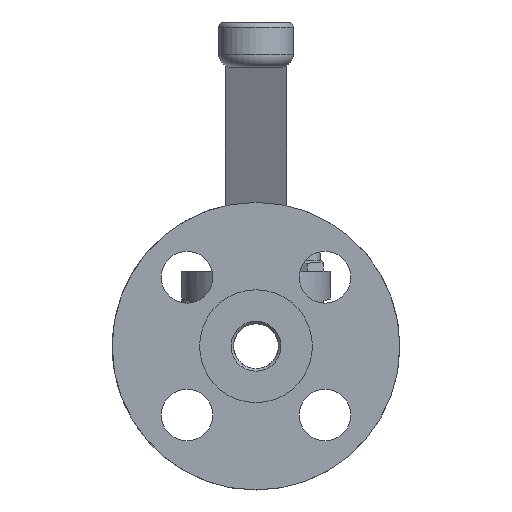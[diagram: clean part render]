
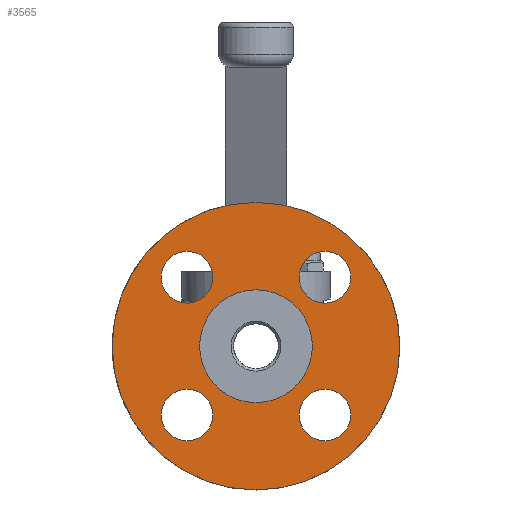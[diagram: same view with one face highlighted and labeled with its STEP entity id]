
A CAD part, front view. The second image highlights one B-rep face of the part: STEP entity #3565.
In plain terms, the highlighted planar face has unit normal (0, -1, 0).
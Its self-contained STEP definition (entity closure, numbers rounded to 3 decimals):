
#1415=CARTESIAN_POINT('',(-21.319,-53.83,13.319));
#1416=VERTEX_POINT('',#1415);
#1417=CARTESIAN_POINT('',(-21.319,-53.83,21.319));
#1418=DIRECTION('',(0.0,1.0,0.0));
#1419=DIRECTION('',(0.0,0.0,1.0));
#1420=AXIS2_PLACEMENT_3D('',#1417,#1418,#1419);
#1421=CIRCLE('',#1420,8.0);
#1422=EDGE_CURVE('',#1416,#1416,#1421,.T.);
#1443=CARTESIAN_POINT('',(-13.319,-53.83,-21.319));
#1444=VERTEX_POINT('',#1443);
#1445=CARTESIAN_POINT('',(-21.319,-53.83,-21.319));
#1446=DIRECTION('',(0.0,1.0,0.0));
#1447=DIRECTION('',(-1.0,0.0,0.0));
#1448=AXIS2_PLACEMENT_3D('',#1445,#1446,#1447);
#1449=CIRCLE('',#1448,8.0);
#1450=EDGE_CURVE('',#1444,#1444,#1449,.T.);
#1471=CARTESIAN_POINT('',(21.319,-53.83,-13.319));
#1472=VERTEX_POINT('',#1471);
#1473=CARTESIAN_POINT('',(21.319,-53.83,-21.319));
#1474=DIRECTION('',(0.0,1.0,0.0));
#1475=DIRECTION('',(0.0,0.0,-1.0));
#1476=AXIS2_PLACEMENT_3D('',#1473,#1474,#1475);
#1477=CIRCLE('',#1476,8.0);
#1478=EDGE_CURVE('',#1472,#1472,#1477,.T.);
#1499=CARTESIAN_POINT('',(13.319,-53.83,21.319));
#1500=VERTEX_POINT('',#1499);
#1501=CARTESIAN_POINT('',(21.319,-53.83,21.319));
#1502=DIRECTION('',(0.0,1.0,0.0));
#1503=DIRECTION('',(1.0,0.0,0.0));
#1504=AXIS2_PLACEMENT_3D('',#1501,#1502,#1503);
#1505=CIRCLE('',#1504,8.0);
#1506=EDGE_CURVE('',#1500,#1500,#1505,.T.);
#3519=CARTESIAN_POINT('',(0.0,-53.83,-44.5));
#3520=VERTEX_POINT('',#3519);
#3521=CARTESIAN_POINT('',(0.0,-53.83,0.0));
#3522=DIRECTION('',(0.0,-1.0,0.0));
#3523=DIRECTION('',(0.0,0.0,-1.0));
#3524=AXIS2_PLACEMENT_3D('',#3521,#3522,#3523);
#3525=CIRCLE('',#3524,44.5);
#3526=EDGE_CURVE('',#3520,#3520,#3525,.T.);
#3534=CARTESIAN_POINT('',(0.0,-53.83,-30.975));
#3535=DIRECTION('',(0.0,-1.0,0.0));
#3536=DIRECTION('',(0.0,0.0,-1.0));
#3537=AXIS2_PLACEMENT_3D('',#3534,#3535,#3536);
#3538=PLANE('',#3537);
#3539=ORIENTED_EDGE('',*,*,#3526,.T.);
#3540=EDGE_LOOP('',(#3539));
#3541=FACE_OUTER_BOUND('',#3540,.T.);
#3542=ORIENTED_EDGE('',*,*,#1422,.T.);
#3543=EDGE_LOOP('',(#3542));
#3544=FACE_BOUND('',#3543,.T.);
#3545=ORIENTED_EDGE('',*,*,#1450,.T.);
#3546=EDGE_LOOP('',(#3545));
#3547=FACE_BOUND('',#3546,.T.);
#3548=ORIENTED_EDGE('',*,*,#1478,.T.);
#3549=EDGE_LOOP('',(#3548));
#3550=FACE_BOUND('',#3549,.T.);
#3551=ORIENTED_EDGE('',*,*,#1506,.T.);
#3552=EDGE_LOOP('',(#3551));
#3553=FACE_BOUND('',#3552,.T.);
#3554=CARTESIAN_POINT('',(0.0,-53.83,-17.45));
#3555=VERTEX_POINT('',#3554);
#3556=CARTESIAN_POINT('',(0.0,-53.83,0.0));
#3557=DIRECTION('',(0.0,-1.0,0.0));
#3558=DIRECTION('',(0.0,0.0,-1.0));
#3559=AXIS2_PLACEMENT_3D('',#3556,#3557,#3558);
#3560=CIRCLE('',#3559,17.45);
#3561=EDGE_CURVE('',#3555,#3555,#3560,.T.);
#3562=ORIENTED_EDGE('',*,*,#3561,.F.);
#3563=EDGE_LOOP('',(#3562));
#3564=FACE_BOUND('',#3563,.T.);
#3565=ADVANCED_FACE('',(#3541,#3544,#3547,#3550,#3553,#3564),#3538,.T.);
